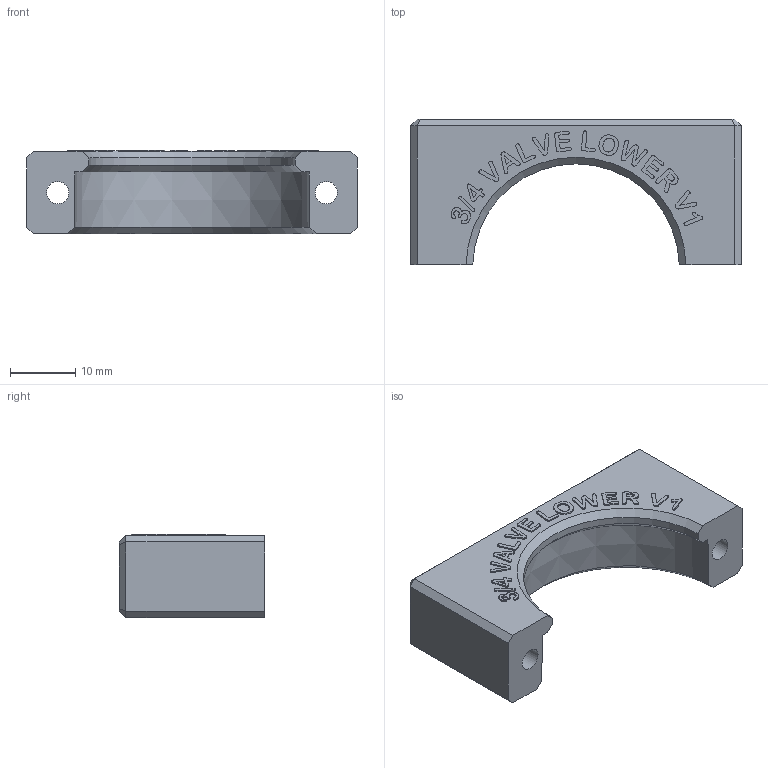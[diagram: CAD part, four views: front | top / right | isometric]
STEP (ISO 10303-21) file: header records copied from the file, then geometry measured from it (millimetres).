
FILE_DESCRIPTION(/* description */ (''),/* implementation_level */ '2;1');
FILE_NAME(/* name */ 'Valve Lower Mount v1.stp',/* time_stamp */ '2020-04-08T16:40:48-07:00',/* author */ (''),/* organization */ (''),/* preprocessor_version */ 'ST-DEVELOPER v18.1',/* originating_system */ 'Autodesk Inventor 2021',/* authorisation */ '');
FILE_SCHEMA (('AUTOMOTIVE_DESIGN { 1 0 10303 214 3 1 1 }'));
Length unit declared in the file: inch
Products named in the file (1): Valve Lower Mount
Bounding box: 50.8 x 22.35 x 12.9 mm (x, y, z)
Volume: 7863 mm3; surface area: 3860 mm2
Topology: 1 solids, 1 shells, 254 faces, 693 edges, 460 vertices
Faces by surface type: bspline 131, plane 116, cone 4, cylinder 3
Full cylindrical faces by diameter (mm): 3.429 x2
Entity records: 9512 total; most frequent: CARTESIAN_POINT 3927, ORIENTED_EDGE 1386, EDGE_CURVE 693, DIRECTION 686, VERTEX_POINT 460, LINE 412, VECTOR 412, EDGE_LOOP 277
